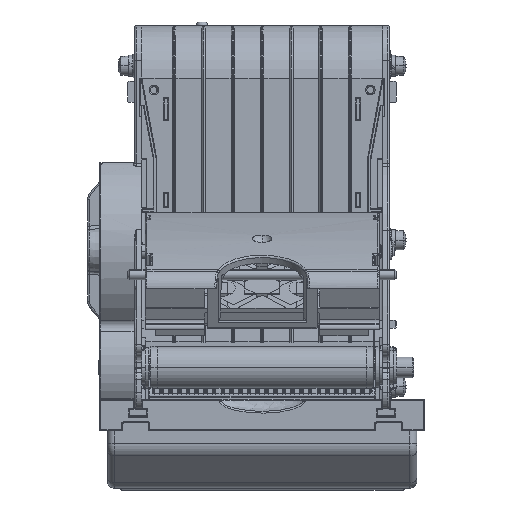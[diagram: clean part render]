
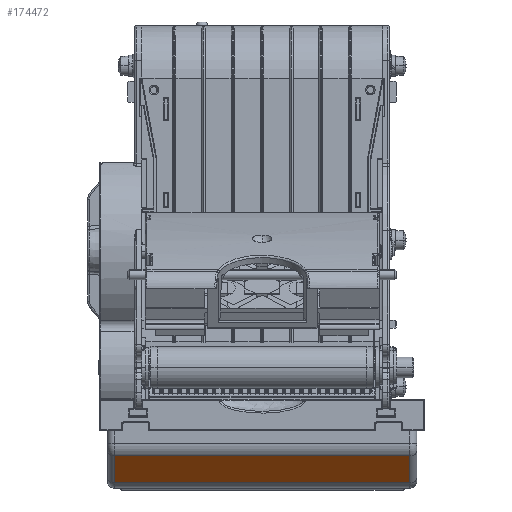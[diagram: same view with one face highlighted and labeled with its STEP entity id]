
A CAD part, front view. The second image highlights one B-rep face of the part: STEP entity #174472.
In plain terms, the highlighted planar face has unit normal (0, -0.707, -0.707).
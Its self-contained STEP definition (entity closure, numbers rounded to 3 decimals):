
#172310=DIRECTION('',(0.,0.707,-0.707));
#172311=VECTOR('',#172310,11.);
#172312=CARTESIAN_POINT('',(-42.3,-20.136,-77.957));
#172313=LINE('',#172312,#172311);
#172357=DIRECTION('',(1.,0.,0.));
#172358=VECTOR('',#172357,84.6);
#172359=CARTESIAN_POINT('',(-42.3,-12.357,-85.736));
#172360=LINE('',#172359,#172358);
#172365=DIRECTION('',(-1.,0.,0.));
#172366=VECTOR('',#172365,84.6);
#172367=CARTESIAN_POINT('',(42.3,-20.136,-77.957));
#172368=LINE('',#172367,#172366);
#172388=DIRECTION('',(0.,-0.707,0.707));
#172389=VECTOR('',#172388,11.);
#172390=CARTESIAN_POINT('',(42.3,-12.357,-85.736));
#172391=LINE('',#172390,#172389);
#172644=CARTESIAN_POINT('',(-42.3,-20.136,-77.957));
#172645=VERTEX_POINT('',#172644);
#172646=CARTESIAN_POINT('',(-42.3,-12.357,-85.736));
#172647=VERTEX_POINT('',#172646);
#172650=CARTESIAN_POINT('',(42.3,-12.357,-85.736));
#172651=VERTEX_POINT('',#172650);
#172652=CARTESIAN_POINT('',(42.3,-20.136,-77.957));
#172653=VERTEX_POINT('',#172652);
#174459=CARTESIAN_POINT('',(44.3,-10.893,-87.2));
#174460=DIRECTION('',(0.,0.707,0.707));
#174461=DIRECTION('',(0.,-0.707,0.707));
#174462=AXIS2_PLACEMENT_3D('',#174459,#174460,#174461);
#174463=PLANE('',#174462);
#174464=ORIENTED_EDGE('',*,*,#174443,.F.);
#174465=ORIENTED_EDGE('',*,*,#174344,.F.);
#174467=ORIENTED_EDGE('',*,*,#174466,.F.);
#174469=ORIENTED_EDGE('',*,*,#174468,.F.);
#174470=EDGE_LOOP('',(#174464,#174465,#174467,#174469));
#174471=FACE_OUTER_BOUND('',#174470,.F.);
#174344=EDGE_CURVE('',#172645,#172647,#172313,.T.);
#174443=EDGE_CURVE('',#172647,#172651,#172360,.T.);
#174466=EDGE_CURVE('',#172653,#172645,#172368,.T.);
#174468=EDGE_CURVE('',#172651,#172653,#172391,.T.);
#174472=ADVANCED_FACE('',(#174471),#174463,.F.);
